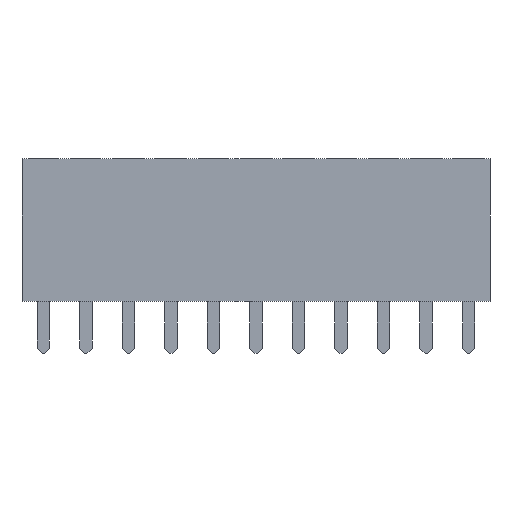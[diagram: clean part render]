
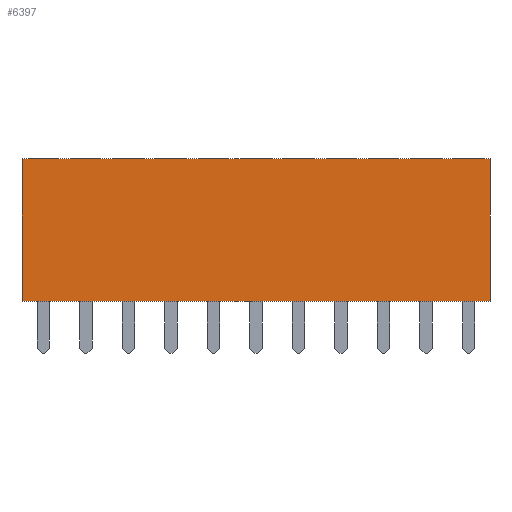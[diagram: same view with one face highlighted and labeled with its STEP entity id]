
A CAD part, front view. The second image highlights one B-rep face of the part: STEP entity #6397.
In plain terms, the highlighted planar face has unit normal (0, -1, 0).
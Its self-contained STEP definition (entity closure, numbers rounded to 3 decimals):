
#213=FACE_OUTER_BOUND('',#618,.T.);
#618=EDGE_LOOP('',(#4667,#4668,#4669,#4670));
#957=LINE('',#8903,#1841);
#1004=LINE('',#8998,#1888);
#1143=LINE('',#9284,#2027);
#1146=LINE('',#9289,#2030);
#1841=VECTOR('',#7210,10.);
#1888=VECTOR('',#7265,10.);
#2027=VECTOR('',#7556,10.);
#2030=VECTOR('',#7563,10.);
#2706=VERTEX_POINT('',#8900);
#2707=VERTEX_POINT('',#8902);
#2751=VERTEX_POINT('',#8997);
#2822=VERTEX_POINT('',#9283);
#3285=EDGE_CURVE('',#2706,#2707,#957,.T.);
#3332=EDGE_CURVE('',#2707,#2751,#1004,.T.);
#3471=EDGE_CURVE('',#2822,#2751,#1143,.T.);
#3474=EDGE_CURVE('',#2822,#2706,#1146,.T.);
#4667=ORIENTED_EDGE('',*,*,#3471,.T.);
#4668=ORIENTED_EDGE('',*,*,#3332,.F.);
#4669=ORIENTED_EDGE('',*,*,#3285,.F.);
#4670=ORIENTED_EDGE('',*,*,#3474,.F.);
#6003=PLANE('',#6829);
#6397=ADVANCED_FACE('',(#213),#6003,.T.);
#6829=AXIS2_PLACEMENT_3D('',#9356,#7632,#7633);
#7210=DIRECTION('',(1.,0.,0.));
#7265=DIRECTION('',(0.,0.,-1.));
#7556=DIRECTION('',(1.,0.,0.));
#7563=DIRECTION('',(0.,0.,1.));
#7632=DIRECTION('center_axis',(0.,-1.,0.));
#7633=DIRECTION('ref_axis',(1.,0.,0.));
#8900=CARTESIAN_POINT('',(-13.97,-2.52,8.6));
#8902=CARTESIAN_POINT('',(13.97,-2.52,8.6));
#8903=CARTESIAN_POINT('',(-13.97,-2.52,8.6));
#8997=CARTESIAN_POINT('',(13.97,-2.52,0.1));
#8998=CARTESIAN_POINT('',(13.97,-2.52,0.1));
#9283=CARTESIAN_POINT('',(-13.97,-2.52,0.1));
#9284=CARTESIAN_POINT('',(-13.97,-2.52,0.1));
#9289=CARTESIAN_POINT('',(-13.97,-2.52,0.1));
#9356=CARTESIAN_POINT('Origin',(-13.97,-2.52,0.1));
